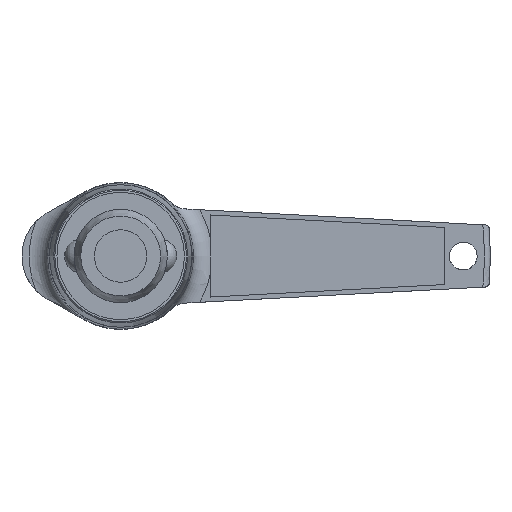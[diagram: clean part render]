
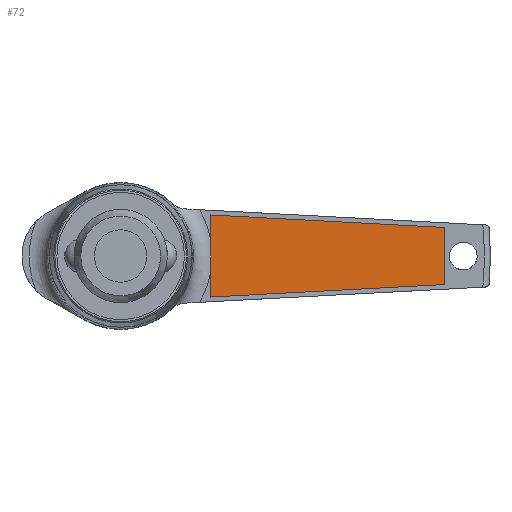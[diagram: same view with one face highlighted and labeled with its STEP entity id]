
A CAD part, front view. The second image highlights one B-rep face of the part: STEP entity #72.
In plain terms, the highlighted planar face has unit normal (0, -1, 0).
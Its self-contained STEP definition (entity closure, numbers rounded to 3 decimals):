
#72 = ADVANCED_FACE( '', ( #178 ), #179, .F. );
#178 = FACE_OUTER_BOUND( '', #332, .T. );
#179 = PLANE( '', #333 );
#332 = EDGE_LOOP( '', ( #536, #537, #538, #539 ) );
#333 = AXIS2_PLACEMENT_3D( '', #540, #541, #542 );
#536 = ORIENTED_EDGE( '', *, *, #865, .F. );
#537 = ORIENTED_EDGE( '', *, *, #866, .F. );
#538 = ORIENTED_EDGE( '', *, *, #867, .F. );
#539 = ORIENTED_EDGE( '', *, *, #868, .F. );
#540 = CARTESIAN_POINT( '', ( 0., 25.4, 0. ) );
#541 = DIRECTION( '', ( 0., 1., 0. ) );
#542 = DIRECTION( '', ( 0., 0., 1. ) );
#865 = EDGE_CURVE( '', #1007, #1008, #1009, .T. );
#866 = EDGE_CURVE( '', #1010, #1007, #1011, .T. );
#867 = EDGE_CURVE( '', #1012, #1010, #1013, .T. );
#868 = EDGE_CURVE( '', #1008, #1012, #1014, .T. );
#1007 = VERTEX_POINT( '', #1223 );
#1008 = VERTEX_POINT( '', #1224 );
#1009 = LINE( '', #1225, #1226 );
#1010 = VERTEX_POINT( '', #1227 );
#1011 = LINE( '', #1228, #1229 );
#1012 = VERTEX_POINT( '', #1230 );
#1013 = LINE( '', #1231, #1232 );
#1014 = LINE( '', #1233, #1234 );
#1223 = CARTESIAN_POINT( '', ( 11.58, 25.4, -5.276 ) );
#1224 = CARTESIAN_POINT( '', ( 11.58, 25.4, 5.276 ) );
#1225 = CARTESIAN_POINT( '', ( 11.58, 25.4, -5.276 ) );
#1226 = VECTOR( '', #1738, 1000. );
#1227 = CARTESIAN_POINT( '', ( 41.68, 25.4, -3.67 ) );
#1228 = CARTESIAN_POINT( '', ( 41.68, 25.4, -3.67 ) );
#1229 = VECTOR( '', #1739, 1000. );
#1230 = CARTESIAN_POINT( '', ( 41.68, 25.4, 3.67 ) );
#1231 = CARTESIAN_POINT( '', ( 41.68, 25.4, 3.67 ) );
#1232 = VECTOR( '', #1740, 1000. );
#1233 = CARTESIAN_POINT( '', ( 11.58, 25.4, 5.276 ) );
#1234 = VECTOR( '', #1741, 1000. );
#1738 = DIRECTION( '', ( 0., 0., 1. ) );
#1739 = DIRECTION( '', ( -0.999, 0., -0.053 ) );
#1740 = DIRECTION( '', ( 0., 0., -1. ) );
#1741 = DIRECTION( '', ( 0.999, 0., -0.053 ) );
